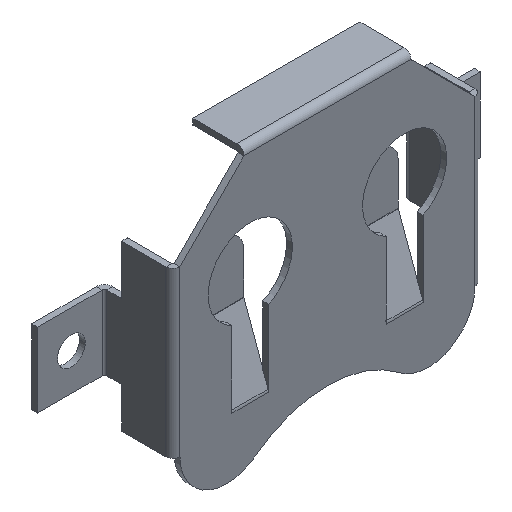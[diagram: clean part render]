
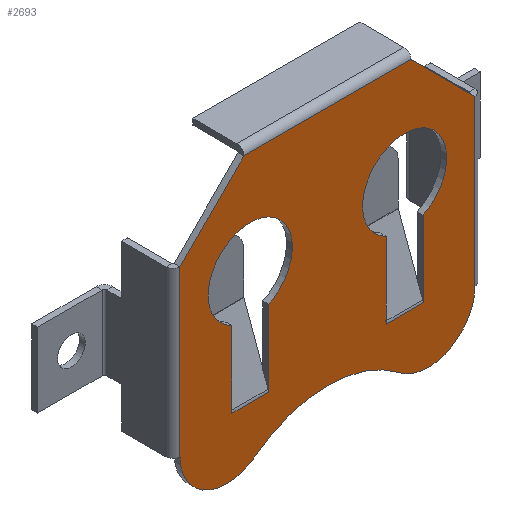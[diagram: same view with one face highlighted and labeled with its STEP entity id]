
A CAD part, isometric view. The second image highlights one B-rep face of the part: STEP entity #2693.
In plain terms, the highlighted planar face has unit normal (0, -1, 0).
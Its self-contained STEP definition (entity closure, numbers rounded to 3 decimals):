
#27 = VECTOR ( 'NONE', #1576, 1000. ) ;
#31 = VECTOR ( 'NONE', #1888, 1000. ) ;
#46 = CARTESIAN_POINT ( 'NONE',  ( 4.085, -0.25, 0.18 ) ) ;
#64 = DIRECTION ( 'NONE',  ( -0.707, 0., -0.707 ) ) ;
#77 = CARTESIAN_POINT ( 'NONE',  ( 4.305, -0.25, -3.57 ) ) ;
#113 = DIRECTION ( 'NONE',  ( 0., 0., -1. ) ) ;
#151 = CARTESIAN_POINT ( 'NONE',  ( 3.57, -0.25, 6.2 ) ) ;
#152 = ORIENTED_EDGE ( 'NONE', *, *, #1084, .F. ) ;
#182 = CARTESIAN_POINT ( 'NONE',  ( 4.085, -0.25, -3.07 ) ) ;
#190 = VERTEX_POINT ( 'NONE', #416 ) ;
#193 = DIRECTION ( 'NONE',  ( 0., 0., -1. ) ) ;
#208 = LINE ( 'NONE', #2028, #1742 ) ;
#214 = EDGE_CURVE ( 'NONE', #724, #1485, #1340, .T. ) ;
#216 = EDGE_CURVE ( 'NONE', #1703, #571, #1500, .T. ) ;
#222 = ORIENTED_EDGE ( 'NONE', *, *, #1507, .T. ) ;
#235 = LINE ( 'NONE', #1743, #1694 ) ;
#242 = VECTOR ( 'NONE', #2508, 1000. ) ;
#279 = DIRECTION ( 'NONE',  ( 0., -1., 0. ) ) ;
#296 = DIRECTION ( 'NONE',  ( 0., -1., 0. ) ) ;
#308 = LINE ( 'NONE', #2726, #242 ) ;
#312 = PLANE ( 'NONE',  #1039 ) ;
#327 = CARTESIAN_POINT ( 'NONE',  ( 2.515, -0.25, -3.07 ) ) ;
#373 = VECTOR ( 'NONE', #1378, 1000. ) ;
#407 = CARTESIAN_POINT ( 'NONE',  ( 6.305, -0.25, -3.57 ) ) ;
#408 = VERTEX_POINT ( 'NONE', #801 ) ;
#416 = CARTESIAN_POINT ( 'NONE',  ( -6.305, -0.25, 3.465 ) ) ;
#528 = AXIS2_PLACEMENT_3D ( 'NONE', #2266, #2710, #113 ) ;
#571 = VERTEX_POINT ( 'NONE', #1921 ) ;
#578 = LINE ( 'NONE', #1820, #373 ) ;
#603 = VECTOR ( 'NONE', #2465, 1000. ) ;
#609 = ORIENTED_EDGE ( 'NONE', *, *, #1656, .T. ) ;
#657 = ORIENTED_EDGE ( 'NONE', *, *, #216, .F. ) ;
#681 = CARTESIAN_POINT ( 'NONE',  ( 3.075, -0.25, -5.147 ) ) ;
#702 = EDGE_CURVE ( 'NONE', #408, #2378, #235, .T. ) ;
#706 = FACE_BOUND ( 'NONE', #1988, .T. ) ;
#712 = DIRECTION ( 'NONE',  ( 0., 0., 1. ) ) ;
#724 = VERTEX_POINT ( 'NONE', #1943 ) ;
#775 = VECTOR ( 'NONE', #2282, 1000. ) ;
#782 = CARTESIAN_POINT ( 'NONE',  ( 6.305, -0.25, 3.465 ) ) ;
#801 = CARTESIAN_POINT ( 'NONE',  ( -2.515, -0.25, -3.07 ) ) ;
#812 = CARTESIAN_POINT ( 'NONE',  ( -2.515, -0.25, 0.18 ) ) ;
#821 = EDGE_LOOP ( 'NONE', ( #2135, #657, #1498, #2651 ) ) ;
#826 = VERTEX_POINT ( 'NONE', #1982 ) ;
#828 = CARTESIAN_POINT ( 'NONE',  ( 2.515, -0.25, -3.07 ) ) ;
#967 = FACE_BOUND ( 'NONE', #821, .T. ) ;
#975 = DIRECTION ( 'NONE',  ( 0., -1., 0. ) ) ;
#980 = ORIENTED_EDGE ( 'NONE', *, *, #1391, .T. ) ;
#1039 = AXIS2_PLACEMENT_3D ( 'NONE', #77, #296, #2020 ) ;
#1046 = ORIENTED_EDGE ( 'NONE', *, *, #702, .T. ) ;
#1067 = LINE ( 'NONE', #2819, #1626 ) ;
#1084 = EDGE_CURVE ( 'NONE', #1485, #1744, #1067, .T. ) ;
#1123 = VERTEX_POINT ( 'NONE', #812 ) ;
#1163 = CARTESIAN_POINT ( 'NONE',  ( 6.305, -0.25, 3.465 ) ) ;
#1219 = EDGE_CURVE ( 'NONE', #1705, #1703, #2116, .T. ) ;
#1222 = CARTESIAN_POINT ( 'NONE',  ( -4.085, -0.25, -3.07 ) ) ;
#1226 = ORIENTED_EDGE ( 'NONE', *, *, #1765, .F. ) ;
#1232 = VERTEX_POINT ( 'NONE', #1467 ) ;
#1242 = CIRCLE ( 'NONE', #1299, 1.8 ) ;
#1248 = ORIENTED_EDGE ( 'NONE', *, *, #214, .F. ) ;
#1283 = ORIENTED_EDGE ( 'NONE', *, *, #1605, .T. ) ;
#1299 = AXIS2_PLACEMENT_3D ( 'NONE', #2053, #975, #2717 ) ;
#1340 = LINE ( 'NONE', #1423, #31 ) ;
#1378 = DIRECTION ( 'NONE',  ( 0., 0., -1. ) ) ;
#1391 = EDGE_CURVE ( 'NONE', #1869, #1232, #2093, .T. ) ;
#1422 = EDGE_CURVE ( 'NONE', #724, #190, #208, .T. ) ;
#1423 = CARTESIAN_POINT ( 'NONE',  ( 0., -0.25, 6.2 ) ) ;
#1431 = VECTOR ( 'NONE', #1543, 1000. ) ;
#1448 = CARTESIAN_POINT ( 'NONE',  ( -6.305, -0.25, -3.57 ) ) ;
#1467 = CARTESIAN_POINT ( 'NONE',  ( -3.075, -0.25, -5.147 ) ) ;
#1485 = VERTEX_POINT ( 'NONE', #151 ) ;
#1487 = DIRECTION ( 'NONE',  ( 0.707, 0., -0.707 ) ) ;
#1498 = ORIENTED_EDGE ( 'NONE', *, *, #1219, .F. ) ;
#1500 = LINE ( 'NONE', #182, #1990 ) ;
#1507 = EDGE_CURVE ( 'NONE', #2378, #2387, #308, .T. ) ;
#1542 = AXIS2_PLACEMENT_3D ( 'NONE', #2690, #1547, #712 ) ;
#1543 = DIRECTION ( 'NONE',  ( 0., 0., -1. ) ) ;
#1547 = DIRECTION ( 'NONE',  ( 0., -1., 0. ) ) ;
#1572 = LINE ( 'NONE', #1573, #603 ) ;
#1573 = CARTESIAN_POINT ( 'NONE',  ( -6.305, -0.25, 3.465 ) ) ;
#1576 = DIRECTION ( 'NONE',  ( 0., 0., -1. ) ) ;
#1605 = EDGE_CURVE ( 'NONE', #190, #1869, #1572, .T. ) ;
#1616 = ORIENTED_EDGE ( 'NONE', *, *, #1422, .T. ) ;
#1626 = VECTOR ( 'NONE', #1487, 1000. ) ;
#1656 = EDGE_CURVE ( 'NONE', #1123, #408, #578, .T. ) ;
#1694 = VECTOR ( 'NONE', #1712, 1000. ) ;
#1703 = VERTEX_POINT ( 'NONE', #327 ) ;
#1705 = VERTEX_POINT ( 'NONE', #1841 ) ;
#1712 = DIRECTION ( 'NONE',  ( -1., 0., 0. ) ) ;
#1713 = DIRECTION ( 'NONE',  ( 0., 0., 1. ) ) ;
#1732 = CIRCLE ( 'NONE', #2355, 2. ) ;
#1733 = EDGE_CURVE ( 'NONE', #571, #1923, #1852, .T. ) ;
#1742 = VECTOR ( 'NONE', #64, 1000. ) ;
#1743 = CARTESIAN_POINT ( 'NONE',  ( -4.085, -0.25, -3.07 ) ) ;
#1744 = VERTEX_POINT ( 'NONE', #1163 ) ;
#1765 = EDGE_CURVE ( 'NONE', #1744, #1870, #2649, .T. ) ;
#1782 = CARTESIAN_POINT ( 'NONE',  ( 4.085, -0.25, -3.07 ) ) ;
#1796 = CARTESIAN_POINT ( 'NONE',  ( -4.305, -0.25, -3.57 ) ) ;
#1803 = EDGE_CURVE ( 'NONE', #1925, #826, #2087, .T. ) ;
#1820 = CARTESIAN_POINT ( 'NONE',  ( -2.515, -0.25, -3.07 ) ) ;
#1841 = CARTESIAN_POINT ( 'NONE',  ( 2.515, -0.25, 0.18 ) ) ;
#1849 = FACE_OUTER_BOUND ( 'NONE', #2290, .T. ) ;
#1852 = LINE ( 'NONE', #1782, #775 ) ;
#1869 = VERTEX_POINT ( 'NONE', #1448 ) ;
#1870 = VERTEX_POINT ( 'NONE', #407 ) ;
#1879 = AXIS2_PLACEMENT_3D ( 'NONE', #2450, #1931, #1713 ) ;
#1882 = CIRCLE ( 'NONE', #1542, 5. ) ;
#1888 = DIRECTION ( 'NONE',  ( 1., 0., 0. ) ) ;
#1921 = CARTESIAN_POINT ( 'NONE',  ( 4.085, -0.25, -3.07 ) ) ;
#1923 = VERTEX_POINT ( 'NONE', #46 ) ;
#1925 = VERTEX_POINT ( 'NONE', #681 ) ;
#1931 = DIRECTION ( 'NONE',  ( 0., -1., 0. ) ) ;
#1943 = CARTESIAN_POINT ( 'NONE',  ( -3.57, -0.25, 6.2 ) ) ;
#1964 = ORIENTED_EDGE ( 'NONE', *, *, #1803, .F. ) ;
#1982 = CARTESIAN_POINT ( 'NONE',  ( 0., -0.25, -4.09 ) ) ;
#1988 = EDGE_LOOP ( 'NONE', ( #222, #2460, #609, #1046 ) ) ;
#1990 = VECTOR ( 'NONE', #2326, 1000. ) ;
#1998 = ORIENTED_EDGE ( 'NONE', *, *, #2067, .F. ) ;
#2020 = DIRECTION ( 'NONE',  ( 0., 0., -1. ) ) ;
#2027 = DIRECTION ( 'NONE',  ( 0., 0., -1. ) ) ;
#2028 = CARTESIAN_POINT ( 'NONE',  ( -3.57, -0.25, 6.2 ) ) ;
#2053 = CARTESIAN_POINT ( 'NONE',  ( 3.3, -0.25, 1.8 ) ) ;
#2067 = EDGE_CURVE ( 'NONE', #826, #1232, #1882, .T. ) ;
#2087 = CIRCLE ( 'NONE', #1879, 5. ) ;
#2093 = CIRCLE ( 'NONE', #2547, 2. ) ;
#2100 = ORIENTED_EDGE ( 'NONE', *, *, #2388, .F. ) ;
#2113 = CARTESIAN_POINT ( 'NONE',  ( -4.085, -0.25, 0.18 ) ) ;
#2116 = LINE ( 'NONE', #828, #27 ) ;
#2121 = CIRCLE ( 'NONE', #528, 1.8 ) ;
#2135 = ORIENTED_EDGE ( 'NONE', *, *, #1733, .F. ) ;
#2145 = DIRECTION ( 'NONE',  ( 0., 1., 0. ) ) ;
#2217 = EDGE_CURVE ( 'NONE', #1923, #1705, #1242, .T. ) ;
#2266 = CARTESIAN_POINT ( 'NONE',  ( -3.3, -0.25, 1.8 ) ) ;
#2282 = DIRECTION ( 'NONE',  ( 0., 0., 1. ) ) ;
#2290 = EDGE_LOOP ( 'NONE', ( #152, #1248, #1616, #1283, #980, #1998, #1964, #2100, #1226 ) ) ;
#2326 = DIRECTION ( 'NONE',  ( 1., 0., 0. ) ) ;
#2340 = CARTESIAN_POINT ( 'NONE',  ( 4.305, -0.25, -3.57 ) ) ;
#2355 = AXIS2_PLACEMENT_3D ( 'NONE', #2340, #2145, #193 ) ;
#2378 = VERTEX_POINT ( 'NONE', #1222 ) ;
#2387 = VERTEX_POINT ( 'NONE', #2113 ) ;
#2388 = EDGE_CURVE ( 'NONE', #1870, #1925, #1732, .T. ) ;
#2450 = CARTESIAN_POINT ( 'NONE',  ( 0., -0.25, -9.09 ) ) ;
#2460 = ORIENTED_EDGE ( 'NONE', *, *, #2610, .T. ) ;
#2465 = DIRECTION ( 'NONE',  ( 0., 0., -1. ) ) ;
#2508 = DIRECTION ( 'NONE',  ( 0., 0., 1. ) ) ;
#2547 = AXIS2_PLACEMENT_3D ( 'NONE', #1796, #279, #2027 ) ;
#2610 = EDGE_CURVE ( 'NONE', #2387, #1123, #2121, .T. ) ;
#2649 = LINE ( 'NONE', #782, #1431 ) ;
#2651 = ORIENTED_EDGE ( 'NONE', *, *, #2217, .F. ) ;
#2690 = CARTESIAN_POINT ( 'NONE',  ( 0., -0.25, -9.09 ) ) ;
#2693 = ADVANCED_FACE ( 'NONE', ( #967, #1849, #706 ), #312, .T. ) ;
#2710 = DIRECTION ( 'NONE',  ( 0., 1., 0. ) ) ;
#2717 = DIRECTION ( 'NONE',  ( 0., 0., -1. ) ) ;
#2726 = CARTESIAN_POINT ( 'NONE',  ( -4.085, -0.25, -3.07 ) ) ;
#2819 = CARTESIAN_POINT ( 'NONE',  ( 3.57, -0.25, 6.2 ) ) ;
